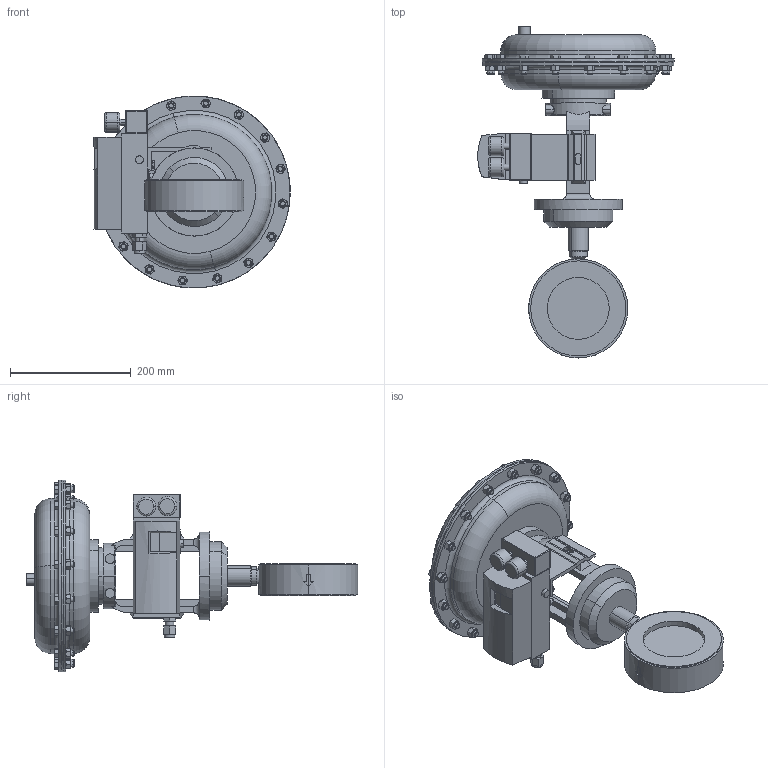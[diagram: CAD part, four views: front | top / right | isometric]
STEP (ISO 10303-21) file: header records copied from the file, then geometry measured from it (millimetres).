
FILE_DESCRIPTION (( 'STEP AP203' ), '1' );
FILE_NAME ('75SP-400-CB+SB-I3-55M-16IQ.step', '2017-10-27T12:45:12', ( '' ), ( '' ), 'SwSTEP 2.0', 'SolidWorks 2014', '' );
FILE_SCHEMA (( 'CONFIG_CONTROL_DESIGN' ));
Length unit declared in the file: inch
Products named in the file (1): 75SP-400-CB+SB-I3-55M-16IQ
Bounding box: 324.75 x 548.84 x 317.2 mm (x, y, z)
Volume: 8322059.3 mm3; surface area: 510592.8 mm2
Topology: 1 solids, 1 shells, 906 faces, 2074 edges, 1249 vertices
Faces by surface type: plane 393, cone 334, cylinder 152, torus 19, bspline 6, sphere 2
Entity records: 27988 total; most frequent: CARTESIAN_POINT 8382, ORIENTED_EDGE 4140, DIRECTION 3883, EDGE_CURVE 2070, AXIS2_PLACEMENT_3D 1552, VERTEX_POINT 1249, EDGE_LOOP 993, FACE_OUTER_BOUND 906
